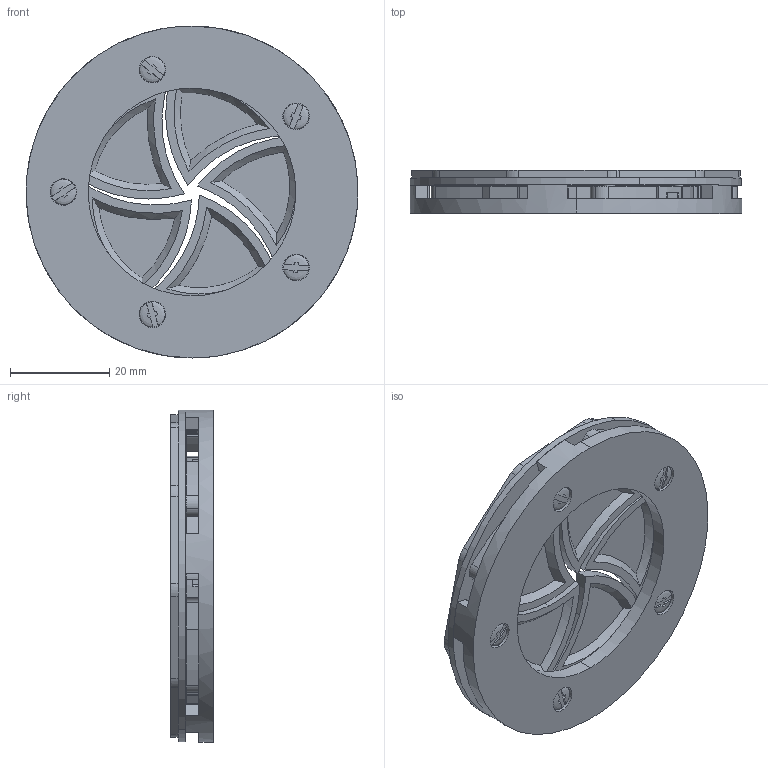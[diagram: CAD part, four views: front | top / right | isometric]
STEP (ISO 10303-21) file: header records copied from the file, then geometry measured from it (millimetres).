
FILE_DESCRIPTION(('FreeCAD Model'),'2;1');
FILE_NAME('Open CASCADE Shape Model','2025-05-03T13:50:13',('FreeCAD'),( 'FreeCAD'),'Open CASCADE STEP processor 7.6','FreeCAD','Unknown');
FILE_SCHEMA(('AUTOMOTIVE_DESIGN { 1 0 10303 214 1 1 1 1 }'));
Length unit declared in the file: millimetre
Products named in the file (1): Open CASCADE STEP translator 7.6 1
Bounding box: 67.04 x 8.64 x 67.07 mm (x, y, z)
Volume: 12479.4 mm3; surface area: 17719.6 mm2
Topology: 37 solids, 37 shells, 742 faces, 1799 edges, 1150 vertices
Faces by surface type: bspline 742
Entity records: 22671 total; most frequent: CARTESIAN_POINT 12666, ORIENTED_EDGE 3558, EDGE_CURVE 1779, VERTEX_POINT 1150, FACE_BOUND 825, EDGE_LOOP 825, B_SPLINE_CURVE_WITH_KNOTS 824, ADVANCED_FACE 742
